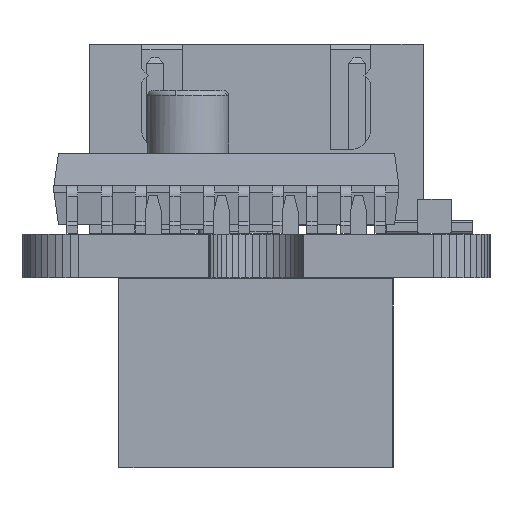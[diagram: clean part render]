
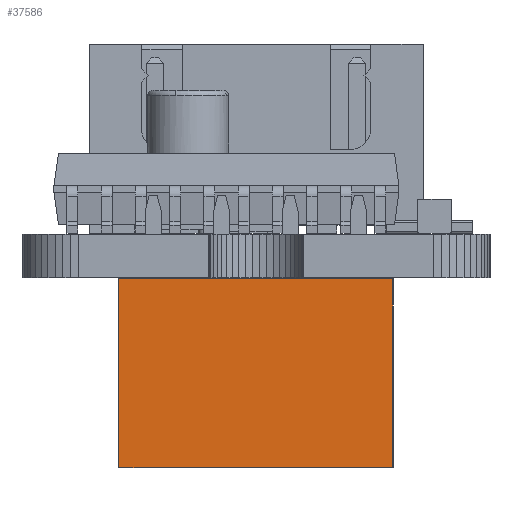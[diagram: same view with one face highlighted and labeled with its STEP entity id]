
A CAD part, left-side view. The second image highlights one B-rep face of the part: STEP entity #37586.
In plain terms, the highlighted face is planar.
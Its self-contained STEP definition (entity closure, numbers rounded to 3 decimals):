
#37586 = ADVANCED_FACE('',(#37587),#37601,.F.);
#37587 = FACE_BOUND('',#37588,.F.);
#37588 = EDGE_LOOP('',(#37589,#37624,#37652,#37680));
#37589 = ORIENTED_EDGE('',*,*,#37590,.T.);
#37590 = EDGE_CURVE('',#37591,#37593,#37595,.T.);
#37591 = VERTEX_POINT('',#37592);
#37592 = CARTESIAN_POINT('',(1.27,-8.89,0.));
#37593 = VERTEX_POINT('',#37594);
#37594 = CARTESIAN_POINT('',(1.27,-8.89,7.));
#37595 = SURFACE_CURVE('',#37596,(#37600,#37612),.PCURVE_S1.);
#37596 = LINE('',#37597,#37598);
#37597 = CARTESIAN_POINT('',(1.27,-8.89,0.));
#37598 = VECTOR('',#37599,1.);
#37599 = DIRECTION('',(0.,0.,1.));
#37600 = PCURVE('',#37601,#37606);
#37601 = PLANE('',#37602);
#37602 = AXIS2_PLACEMENT_3D('',#37603,#37604,#37605);
#37603 = CARTESIAN_POINT('',(1.27,-8.89,0.));
#37604 = DIRECTION('',(-1.,0.,0.));
#37605 = DIRECTION('',(0.,1.,0.));
#37606 = DEFINITIONAL_REPRESENTATION('',(#37607),#37611);
#37607 = LINE('',#37608,#37609);
#37608 = CARTESIAN_POINT('',(0.,0.));
#37609 = VECTOR('',#37610,1.);
#37610 = DIRECTION('',(0.,-1.));
#37611 = ( GEOMETRIC_REPRESENTATION_CONTEXT(2) 
PARAMETRIC_REPRESENTATION_CONTEXT() REPRESENTATION_CONTEXT('2D SPACE',''
  ) );
#37612 = PCURVE('',#37613,#37618);
#37613 = PLANE('',#37614);
#37614 = AXIS2_PLACEMENT_3D('',#37615,#37616,#37617);
#37615 = CARTESIAN_POINT('',(-3.81,-8.89,0.));
#37616 = DIRECTION('',(0.,1.,0.));
#37617 = DIRECTION('',(1.,0.,0.));
#37618 = DEFINITIONAL_REPRESENTATION('',(#37619),#37623);
#37619 = LINE('',#37620,#37621);
#37620 = CARTESIAN_POINT('',(5.08,0.));
#37621 = VECTOR('',#37622,1.);
#37622 = DIRECTION('',(0.,-1.));
#37623 = ( GEOMETRIC_REPRESENTATION_CONTEXT(2) 
PARAMETRIC_REPRESENTATION_CONTEXT() REPRESENTATION_CONTEXT('2D SPACE',''
  ) );
#37624 = ORIENTED_EDGE('',*,*,#37625,.T.);
#37625 = EDGE_CURVE('',#37593,#37626,#37628,.T.);
#37626 = VERTEX_POINT('',#37627);
#37627 = CARTESIAN_POINT('',(1.27,1.27,7.));
#37628 = SURFACE_CURVE('',#37629,(#37633,#37640),.PCURVE_S1.);
#37629 = LINE('',#37630,#37631);
#37630 = CARTESIAN_POINT('',(1.27,-8.89,7.));
#37631 = VECTOR('',#37632,1.);
#37632 = DIRECTION('',(0.,1.,0.));
#37633 = PCURVE('',#37601,#37634);
#37634 = DEFINITIONAL_REPRESENTATION('',(#37635),#37639);
#37635 = LINE('',#37636,#37637);
#37636 = CARTESIAN_POINT('',(0.,-7.));
#37637 = VECTOR('',#37638,1.);
#37638 = DIRECTION('',(1.,0.));
#37639 = ( GEOMETRIC_REPRESENTATION_CONTEXT(2) 
PARAMETRIC_REPRESENTATION_CONTEXT() REPRESENTATION_CONTEXT('2D SPACE',''
  ) );
#37640 = PCURVE('',#37641,#37646);
#37641 = PLANE('',#37642);
#37642 = AXIS2_PLACEMENT_3D('',#37643,#37644,#37645);
#37643 = CARTESIAN_POINT('',(1.27,-8.89,7.));
#37644 = DIRECTION('',(-0.,0.,-1.));
#37645 = DIRECTION('',(0.,-1.,-0.));
#37646 = DEFINITIONAL_REPRESENTATION('',(#37647),#37651);
#37647 = LINE('',#37648,#37649);
#37648 = CARTESIAN_POINT('',(0.,0.));
#37649 = VECTOR('',#37650,1.);
#37650 = DIRECTION('',(-1.,0.));
#37651 = ( GEOMETRIC_REPRESENTATION_CONTEXT(2) 
PARAMETRIC_REPRESENTATION_CONTEXT() REPRESENTATION_CONTEXT('2D SPACE',''
  ) );
#37652 = ORIENTED_EDGE('',*,*,#37653,.F.);
#37653 = EDGE_CURVE('',#37654,#37626,#37656,.T.);
#37654 = VERTEX_POINT('',#37655);
#37655 = CARTESIAN_POINT('',(1.27,1.27,0.));
#37656 = SURFACE_CURVE('',#37657,(#37661,#37668),.PCURVE_S1.);
#37657 = LINE('',#37658,#37659);
#37658 = CARTESIAN_POINT('',(1.27,1.27,0.));
#37659 = VECTOR('',#37660,1.);
#37660 = DIRECTION('',(0.,0.,1.));
#37661 = PCURVE('',#37601,#37662);
#37662 = DEFINITIONAL_REPRESENTATION('',(#37663),#37667);
#37663 = LINE('',#37664,#37665);
#37664 = CARTESIAN_POINT('',(10.16,0.));
#37665 = VECTOR('',#37666,1.);
#37666 = DIRECTION('',(0.,-1.));
#37667 = ( GEOMETRIC_REPRESENTATION_CONTEXT(2) 
PARAMETRIC_REPRESENTATION_CONTEXT() REPRESENTATION_CONTEXT('2D SPACE',''
  ) );
#37668 = PCURVE('',#37669,#37674);
#37669 = PLANE('',#37670);
#37670 = AXIS2_PLACEMENT_3D('',#37671,#37672,#37673);
#37671 = CARTESIAN_POINT('',(1.27,1.27,0.));
#37672 = DIRECTION('',(0.,-1.,0.));
#37673 = DIRECTION('',(-1.,0.,0.));
#37674 = DEFINITIONAL_REPRESENTATION('',(#37675),#37679);
#37675 = LINE('',#37676,#37677);
#37676 = CARTESIAN_POINT('',(0.,0.));
#37677 = VECTOR('',#37678,1.);
#37678 = DIRECTION('',(0.,-1.));
#37679 = ( GEOMETRIC_REPRESENTATION_CONTEXT(2) 
PARAMETRIC_REPRESENTATION_CONTEXT() REPRESENTATION_CONTEXT('2D SPACE',''
  ) );
#37680 = ORIENTED_EDGE('',*,*,#37681,.F.);
#37681 = EDGE_CURVE('',#37591,#37654,#37682,.T.);
#37682 = SURFACE_CURVE('',#37683,(#37687,#37694),.PCURVE_S1.);
#37683 = LINE('',#37684,#37685);
#37684 = CARTESIAN_POINT('',(1.27,-8.89,0.));
#37685 = VECTOR('',#37686,1.);
#37686 = DIRECTION('',(0.,1.,0.));
#37687 = PCURVE('',#37601,#37688);
#37688 = DEFINITIONAL_REPRESENTATION('',(#37689),#37693);
#37689 = LINE('',#37690,#37691);
#37690 = CARTESIAN_POINT('',(0.,0.));
#37691 = VECTOR('',#37692,1.);
#37692 = DIRECTION('',(1.,0.));
#37693 = ( GEOMETRIC_REPRESENTATION_CONTEXT(2) 
PARAMETRIC_REPRESENTATION_CONTEXT() REPRESENTATION_CONTEXT('2D SPACE',''
  ) );
#37694 = PCURVE('',#37695,#37700);
#37695 = PLANE('',#37696);
#37696 = AXIS2_PLACEMENT_3D('',#37697,#37698,#37699);
#37697 = CARTESIAN_POINT('',(1.27,-8.89,0.));
#37698 = DIRECTION('',(-0.,0.,-1.));
#37699 = DIRECTION('',(0.,-1.,-0.));
#37700 = DEFINITIONAL_REPRESENTATION('',(#37701),#37705);
#37701 = LINE('',#37702,#37703);
#37702 = CARTESIAN_POINT('',(0.,0.));
#37703 = VECTOR('',#37704,1.);
#37704 = DIRECTION('',(-1.,0.));
#37705 = ( GEOMETRIC_REPRESENTATION_CONTEXT(2) 
PARAMETRIC_REPRESENTATION_CONTEXT() REPRESENTATION_CONTEXT('2D SPACE',''
  ) );
